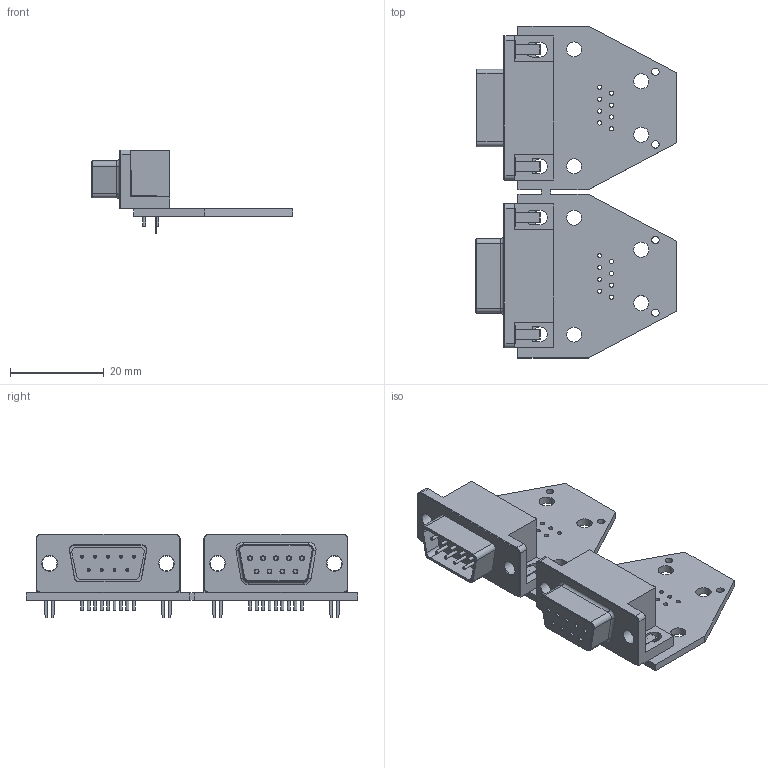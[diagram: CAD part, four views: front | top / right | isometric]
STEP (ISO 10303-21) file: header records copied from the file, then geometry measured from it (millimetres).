
FILE_DESCRIPTION(('KiCad electronic assembly'),'2;1');
FILE_NAME('rack-ser-adapter-3D_.step','2021-10-21T15:10:03',('An Author' ),('A Company'),'Open CASCADE STEP processor 7.3', 'KiCad to STEP converter','Unknown');
FILE_SCHEMA(('AUTOMOTIVE_DESIGN { 1 0 10303 214 1 1 1 1 }'));
Length unit declared in the file: millimetre
Products named in the file (6): Open CASCADE STEP translator 7.3 1; DSUB-9_Female_Horizontal_P2.77x2.84mm_EdgePinOffset4.94mm_Housed_
MountingHolesOffset7.48mm; SOLID; DSUB-9_Male_Horizontal_P2.77x2.84mm_EdgePinOffset4.94mm_Housed_
MountingHolesOffset7.48mm; COMPOUND
Assembly tree (5 placements, depth 3):
  Open CASCADE STEP translator 7.3 1
    DSUB-9_Female_Horizontal_P2.77x2.84mm_EdgePinOffset4.94mm_Housed_
MountingHolesOffset7.48mm
      SOLID
    DSUB-9_Male_Horizontal_P2.77x2.84mm_EdgePinOffset4.94mm_Housed_
MountingHolesOffset7.48mm
      SOLID
    COMPOUND
Bounding box: 43.18 x 71 x 17.9 mm (x, y, z)
Volume: 10302.5 mm3; surface area: 9543 mm2
Topology: 3 solids, 4 shells, 428 faces, 1061 edges, 670 vertices
Faces by surface type: plane 199, cylinder 161, torus 43, cone 21, revolution 4
Full cylindrical faces by diameter (mm): 0.64 x36, 0.853 x9, 0.9 x16, 1 x18, 1.6 x4, 3.2 x12, 3.25 x4, 4 x4
Entity records: 29948 total; most frequent: CARTESIAN_POINT 5067, DIRECTION 4378, LINE 2439, VECTOR 2439, ORIENTED_EDGE 2122, PCURVE 2122, DEFINITIONAL_REPRESENTATION 2122, EDGE_CURVE 1061
